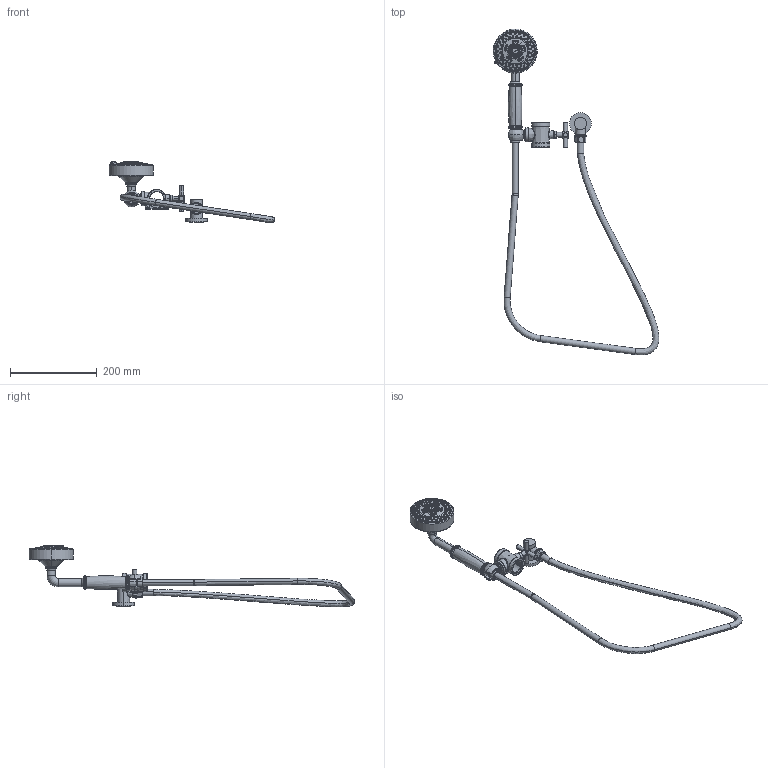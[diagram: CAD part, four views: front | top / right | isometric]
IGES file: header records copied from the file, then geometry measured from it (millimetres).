
Start section:  PTC IGES file: 990-0442.igs
Global section: file name: 990-0442.igs; native system: Creo Parametric by PTC Inc.; preprocessor: 2018400; author: jinson.thomas; organization: Unknown; date: 20201210.145942; units: inch
Bounding box: 382.55 x 751.97 x 142.6 mm (x, y, z)
Volume: 700217.6 mm3; surface area: 154187.6 mm2
Topology: 1 solids, 1 shells, 1390 faces, 2961 edges, 1747 vertices
Faces by surface type: revolution 1126, bspline 264
